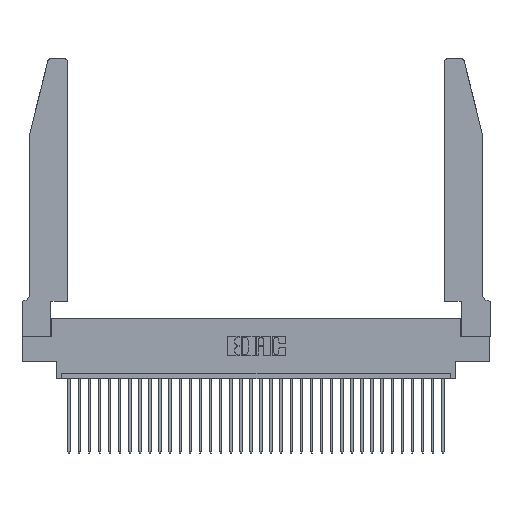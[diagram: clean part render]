
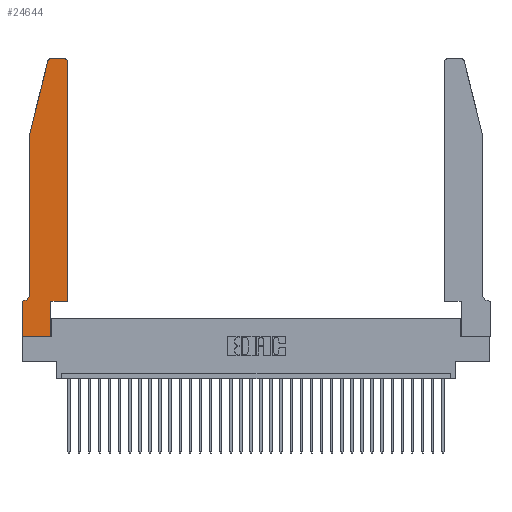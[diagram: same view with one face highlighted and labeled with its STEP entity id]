
A CAD part, top view. The second image highlights one B-rep face of the part: STEP entity #24644.
In plain terms, the highlighted planar face has unit normal (0, 0, 1).
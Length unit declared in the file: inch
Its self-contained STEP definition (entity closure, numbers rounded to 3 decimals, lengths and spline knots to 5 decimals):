
#71 = LINE ( 'NONE', #18064, #1310 ) ;
#101 = CARTESIAN_POINT ( 'NONE',  ( 0.4505, 0.35, 0.37 ) ) ;
#182 = LINE ( 'NONE', #5974, #27320 ) ;
#242 = EDGE_CURVE ( 'NONE', #9710, #22390, #32977, .T. ) ;
#245 = ORIENTED_EDGE ( 'NONE', *, *, #21674, .T. ) ;
#293 = VERTEX_POINT ( 'NONE', #6876 ) ;
#372 = EDGE_CURVE ( 'NONE', #5711, #24128, #15279, .T. ) ;
#523 = CARTESIAN_POINT ( 'NONE',  ( 0., 0.35, 0.37 ) ) ;
#1310 = VECTOR ( 'NONE', #18282, 39.37008 ) ;
#1629 = ORIENTED_EDGE ( 'NONE', *, *, #2547, .T. ) ;
#2310 = DIRECTION ( 'NONE',  ( 0., 0., -1. ) ) ;
#2547 = EDGE_CURVE ( 'NONE', #24128, #18089, #23087, .T. ) ;
#2730 = DIRECTION ( 'NONE',  ( -1., 0., 0. ) ) ;
#2953 = LINE ( 'NONE', #31389, #9085 ) ;
#3268 = EDGE_CURVE ( 'NONE', #18089, #10679, #8218, .T. ) ;
#3723 = PLANE ( 'NONE',  #32403 ) ;
#4083 = CIRCLE ( 'NONE', #11041, 0.07 ) ;
#4412 = VECTOR ( 'NONE', #17961, 39.37008 ) ;
#4492 = LINE ( 'NONE', #12828, #15124 ) ;
#5018 = EDGE_CURVE ( 'NONE', #293, #13268, #4083, .T. ) ;
#5113 = EDGE_CURVE ( 'NONE', #18567, #28924, #4492, .T. ) ;
#5275 = DIRECTION ( 'NONE',  ( 0., 1., 0. ) ) ;
#5615 = FACE_OUTER_BOUND ( 'NONE', #23740, .T. ) ;
#5711 = VERTEX_POINT ( 'NONE', #9935 ) ;
#5848 = CARTESIAN_POINT ( 'NONE',  ( 0.4505, 2.72, 0.37 ) ) ;
#5854 = CARTESIAN_POINT ( 'NONE',  ( 0.4205, 2.75, 0.37 ) ) ;
#5883 = ORIENTED_EDGE ( 'NONE', *, *, #23408, .T. ) ;
#5974 = CARTESIAN_POINT ( 'NONE',  ( 0.2865, 0.35, 0.37 ) ) ;
#6377 = VERTEX_POINT ( 'NONE', #33676 ) ;
#6561 = CARTESIAN_POINT ( 'NONE',  ( 0.2605, 2.75, 0.37 ) ) ;
#6871 = EDGE_CURVE ( 'NONE', #11631, #5711, #20326, .T. ) ;
#6876 = CARTESIAN_POINT ( 'NONE',  ( 0.0755, 0.42, 0.37 ) ) ;
#6935 = DIRECTION ( 'NONE',  ( 1., 0., 0. ) ) ;
#8218 = LINE ( 'NONE', #6561, #30071 ) ;
#9085 = VECTOR ( 'NONE', #31708, 39.37008 ) ;
#9214 = VECTOR ( 'NONE', #10821, 39.37008 ) ;
#9309 = CARTESIAN_POINT ( 'NONE',  ( 0.25487, 2.72718, 0.37 ) ) ;
#9514 = VECTOR ( 'NONE', #5275, 39.37008 ) ;
#9710 = VERTEX_POINT ( 'NONE', #9309 ) ;
#9740 = DIRECTION ( 'NONE',  ( -0.239, -0.971, 0. ) ) ;
#9935 = CARTESIAN_POINT ( 'NONE',  ( 0.4505, 0.35, 0.37 ) ) ;
#10679 = VERTEX_POINT ( 'NONE', #13615 ) ;
#10821 = DIRECTION ( 'NONE',  ( 1., 0., 0. ) ) ;
#11041 = AXIS2_PLACEMENT_3D ( 'NONE', #31028, #2310, #2730 ) ;
#11492 = DIRECTION ( 'NONE',  ( 0., 0., 1. ) ) ;
#11631 = VERTEX_POINT ( 'NONE', #19358 ) ;
#12828 = CARTESIAN_POINT ( 'NONE',  ( 0., 0., 0.37 ) ) ;
#13268 = VERTEX_POINT ( 'NONE', #19779 ) ;
#13615 = CARTESIAN_POINT ( 'NONE',  ( 0.284, 2.75, 0.37 ) ) ;
#14851 = DIRECTION ( 'NONE',  ( 0., 0., 1. ) ) ;
#15124 = VECTOR ( 'NONE', #20850, 39.37008 ) ;
#15234 = EDGE_CURVE ( 'NONE', #28924, #6377, #71, .T. ) ;
#15279 = LINE ( 'NONE', #101, #9514 ) ;
#16172 = DIRECTION ( 'NONE',  ( 1., 0., 0. ) ) ;
#16425 = ORIENTED_EDGE ( 'NONE', *, *, #15234, .T. ) ;
#16917 = VECTOR ( 'NONE', #9740, 39.37008 ) ;
#17286 = ORIENTED_EDGE ( 'NONE', *, *, #372, .T. ) ;
#17365 = ORIENTED_EDGE ( 'NONE', *, *, #5113, .T. ) ;
#17516 = ORIENTED_EDGE ( 'NONE', *, *, #3268, .T. ) ;
#17800 = ORIENTED_EDGE ( 'NONE', *, *, #5018, .T. ) ;
#17961 = DIRECTION ( 'NONE',  ( -1., 0., 0. ) ) ;
#18056 = AXIS2_PLACEMENT_3D ( 'NONE', #21331, #32188, #16172 ) ;
#18064 = CARTESIAN_POINT ( 'NONE',  ( 0., 0., 0.37 ) ) ;
#18089 = VERTEX_POINT ( 'NONE', #5854 ) ;
#18282 = DIRECTION ( 'NONE',  ( 1., 0., 0. ) ) ;
#18567 = VERTEX_POINT ( 'NONE', #523 ) ;
#18777 = EDGE_CURVE ( 'NONE', #6377, #11631, #182, .T. ) ;
#19150 = DIRECTION ( 'NONE',  ( -1., 0., 0. ) ) ;
#19278 = CARTESIAN_POINT ( 'NONE',  ( 0., 0.35, 0.37 ) ) ;
#19358 = CARTESIAN_POINT ( 'NONE',  ( 0.2865, 0.35, 0.37 ) ) ;
#19701 = ORIENTED_EDGE ( 'NONE', *, *, #31152, .T. ) ;
#19779 = CARTESIAN_POINT ( 'NONE',  ( 0.0055, 0.35, 0.37 ) ) ;
#19954 = LINE ( 'NONE', #20592, #4412 ) ;
#20001 = CARTESIAN_POINT ( 'NONE',  ( 0.4205, 2.72, 0.37 ) ) ;
#20326 = LINE ( 'NONE', #29429, #9214 ) ;
#20409 = CARTESIAN_POINT ( 'NONE',  ( 0.0755, 2., 0.37 ) ) ;
#20592 = CARTESIAN_POINT ( 'NONE',  ( 0.0755, 0.35, 0.37 ) ) ;
#20850 = DIRECTION ( 'NONE',  ( 0., -1., 0. ) ) ;
#21331 = CARTESIAN_POINT ( 'NONE',  ( 0.284, 2.72, 0.37 ) ) ;
#21674 = EDGE_CURVE ( 'NONE', #22390, #293, #2953, .T. ) ;
#21912 = ORIENTED_EDGE ( 'NONE', *, *, #18777, .T. ) ;
#22390 = VERTEX_POINT ( 'NONE', #20409 ) ;
#22716 = CARTESIAN_POINT ( 'NONE',  ( 0.0755, 2., 0.37 ) ) ;
#23087 = CIRCLE ( 'NONE', #31715, 0.03 ) ;
#23408 = EDGE_CURVE ( 'NONE', #10679, #9710, #27068, .T. ) ;
#23740 = EDGE_LOOP ( 'NONE', ( #17516, #5883, #31185, #245, #17800, #19701, #17365, #16425, #21912, #28562, #17286, #1629 ) ) ;
#24128 = VERTEX_POINT ( 'NONE', #5848 ) ;
#24644 = ADVANCED_FACE ( 'NONE', ( #5615 ), #3723, .T. ) ;
#27068 = CIRCLE ( 'NONE', #18056, 0.03 ) ;
#27320 = VECTOR ( 'NONE', #31852, 39.37008 ) ;
#28562 = ORIENTED_EDGE ( 'NONE', *, *, #6871, .T. ) ;
#28924 = VERTEX_POINT ( 'NONE', #30121 ) ;
#29429 = CARTESIAN_POINT ( 'NONE',  ( 0.4505, 0.35, 0.37 ) ) ;
#29888 = DIRECTION ( 'NONE',  ( 1., 0., 0. ) ) ;
#30071 = VECTOR ( 'NONE', #19150, 39.37008 ) ;
#30121 = CARTESIAN_POINT ( 'NONE',  ( 0., 0., 0.37 ) ) ;
#31028 = CARTESIAN_POINT ( 'NONE',  ( 0.0055, 0.42, 0.37 ) ) ;
#31152 = EDGE_CURVE ( 'NONE', #13268, #18567, #19954, .T. ) ;
#31185 = ORIENTED_EDGE ( 'NONE', *, *, #242, .T. ) ;
#31389 = CARTESIAN_POINT ( 'NONE',  ( 0.0755, 2., 0.37 ) ) ;
#31708 = DIRECTION ( 'NONE',  ( 0., -1., 0. ) ) ;
#31715 = AXIS2_PLACEMENT_3D ( 'NONE', #20001, #14851, #6935 ) ;
#31852 = DIRECTION ( 'NONE',  ( 0., 1., 0. ) ) ;
#32188 = DIRECTION ( 'NONE',  ( 0., 0., 1. ) ) ;
#32403 = AXIS2_PLACEMENT_3D ( 'NONE', #19278, #11492, #29888 ) ;
#32977 = LINE ( 'NONE', #22716, #16917 ) ;
#33676 = CARTESIAN_POINT ( 'NONE',  ( 0.2865, 0., 0.37 ) ) ;
